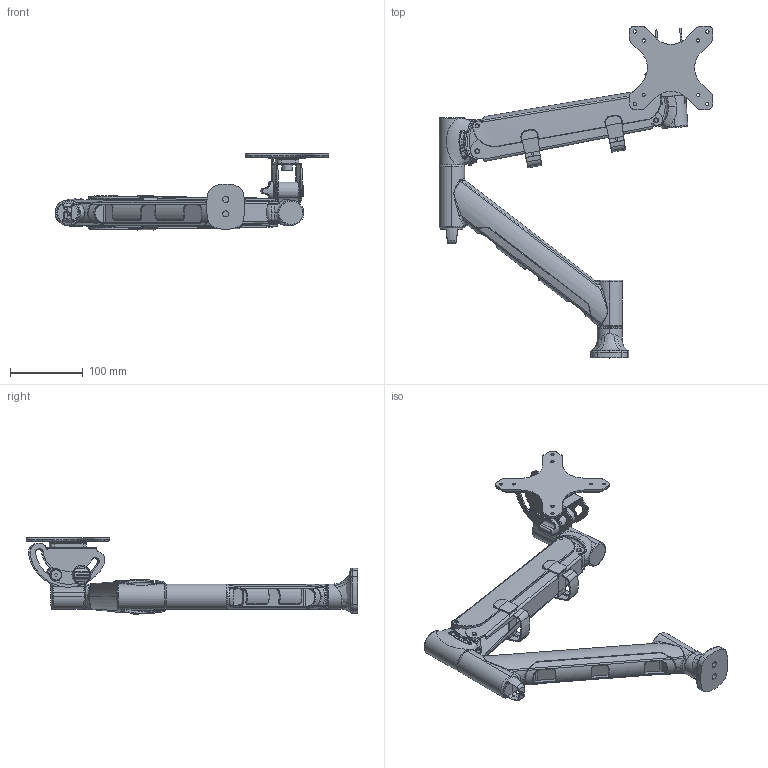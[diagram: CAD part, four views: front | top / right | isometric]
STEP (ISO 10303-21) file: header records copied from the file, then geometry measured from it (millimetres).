
FILE_DESCRIPTION (( 'STEP AP214' ), '1' );
FILE_NAME ('AWMS-HXB.STEP', '2019-07-18T03:12:10', ( '' ), ( '' ), 'SwSTEP 2.0', 'SolidWorks 2015', '' );
FILE_SCHEMA (( 'AUTOMOTIVE_DESIGN' ));
Length unit declared in the file: inch
Products named in the file (9): AWM-LB_170913A_SIMPLIFIED; SHDP009_SIMPLIFIED; AWM-LTH_20190211_SIMPLIFIED; SHDA011_copy; AWM-LTH_BODY_SIMPLIFIED; AWM-LA210_SIMPLIFIED; AWMS-HXB; SHDA312_SIMPLIFIED; SHDA010_copy
Assembly tree (8 placements, depth 2):
  AWMS-HXB
    AWM-LB_170913A_SIMPLIFIED
    AWM-LA210_SIMPLIFIED
    SHDA011_copy
    SHDA312_SIMPLIFIED
    SHDP009_SIMPLIFIED
    SHDA010_copy
    AWM-LTH_BODY_SIMPLIFIED
    AWM-LTH_20190211_SIMPLIFIED
Bounding box: 377.28 x 457.43 x 104.89 mm (x, y, z)
Volume: 974674.3 mm3; surface area: 274088.5 mm2
Topology: 15 solids, 15 shells, 1489 faces, 3782 edges, 2364 vertices
Faces by surface type: bspline 647, cylinder 447, plane 262, torus 92, cone 39, sphere 2
Entity records: 93157 total; most frequent: CARTESIAN_POINT 55379, ORIENTED_EDGE 7530, DIRECTION 5042, EDGE_CURVE 3765, VERTEX_POINT 2364, AXIS2_PLACEMENT_3D 2048, EDGE_LOOP 1591, FACE_OUTER_BOUND 1489
